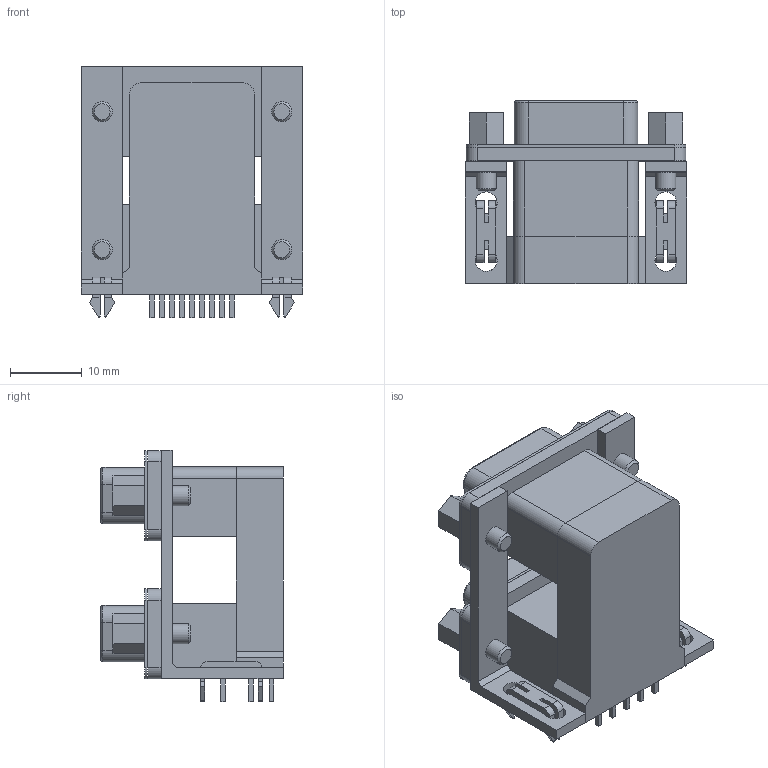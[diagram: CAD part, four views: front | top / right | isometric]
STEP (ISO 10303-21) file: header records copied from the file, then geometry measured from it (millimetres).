
FILE_DESCRIPTION(/* description */ (''),/* implementation_level */ '2;1');
FILE_NAME(/* name */ 'NORCOMP_178-009-513R571.stp',/* time_stamp */ '2015-05-28T14:42:51+02:00',/* author */ ('admchouv'),/* organization */ ('Anapro Tech'),/* preprocessor_version */ 'ST-DEVELOPER v15.5',/* originating_system */ 'AutoCAD Mechanical',/* authorisation */ '');
FILE_SCHEMA (('AUTOMOTIVE_DESIGN { 1 0 10303 214 3 1 1 }'));
Length unit declared in the file: millimetre
Products named in the file (1): Product
Bounding box: 30.81 x 25.43 x 34.95 mm (x, y, z)
Volume: 11314.7 mm3; surface area: 11851.4 mm2
Topology: 55 solids, 55 shells, 572 faces, 1346 edges, 890 vertices
Faces by surface type: plane 392, cylinder 160, cone 12, torus 8
Full cylindrical faces by diameter (mm): 1.143 x18, 2.1 x4, 2.261 x8, 2.8 x4, 3.048 x8, 3.2 x4
Entity records: 16003 total; most frequent: DIRECTION 2752, CARTESIAN_POINT 2707, ORIENTED_EDGE 2532, EDGE_CURVE 1266, LINE 926, VECTOR 926, AXIS2_PLACEMENT_3D 913, VERTEX_POINT 868
